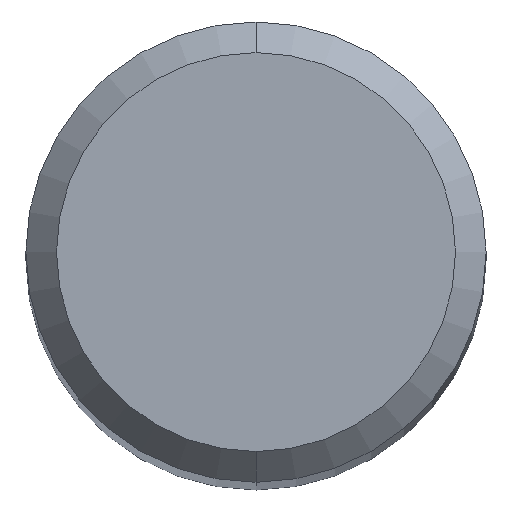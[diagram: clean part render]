
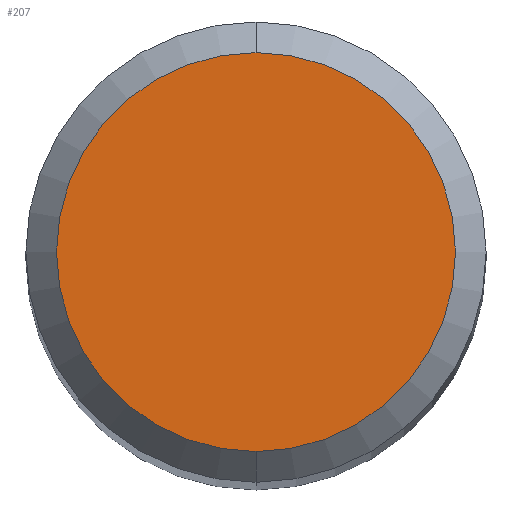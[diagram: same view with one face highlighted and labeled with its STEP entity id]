
A CAD part, top view. The second image highlights one B-rep face of the part: STEP entity #207.
In plain terms, the highlighted planar face has unit normal (0, 0, 1).
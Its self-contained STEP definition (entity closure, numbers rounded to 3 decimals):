
#105=EDGE_CURVE('',#149,#161,#249,.T.);
#111=EDGE_CURVE('',#161,#149,#257,.T.);
#149=VERTEX_POINT('',#298);
#161=VERTEX_POINT('',#310);
#207=ADVANCED_FACE('',(#362),#363,.T.);
#249=CIRCLE('',#404,2.6);
#257=CIRCLE('',#413,2.6);
#298=CARTESIAN_POINT('',(0.,-2.6,0.0));
#310=CARTESIAN_POINT('',(0.0,2.6,0.0));
#362=FACE_OUTER_BOUND('',#550,.T.);
#363=PLANE('',#551);
#404=AXIS2_PLACEMENT_3D('',#579,#580,#581);
#413=AXIS2_PLACEMENT_3D('',#596,#597,#598);
#550=EDGE_LOOP('',(#717,#718));
#551=AXIS2_PLACEMENT_3D('',#719,#720,#721);
#579=CARTESIAN_POINT('',(0.0,0.0,0.0));
#580=DIRECTION('',(0.0,0.0,-1.0));
#581=DIRECTION('',(0.0,1.0,0.0));
#596=CARTESIAN_POINT('',(0.0,0.0,0.0));
#597=DIRECTION('',(0.0,0.0,-1.0));
#598=DIRECTION('',(0.0,1.0,0.0));
#717=ORIENTED_EDGE('',*,*,#111,.F.);
#718=ORIENTED_EDGE('',*,*,#105,.F.);
#719=CARTESIAN_POINT('',(0.0,1.3,0.0));
#720=DIRECTION('',(-0.0,0.0,1.0));
#721=DIRECTION('',(0.0,-1.0,0.0));
